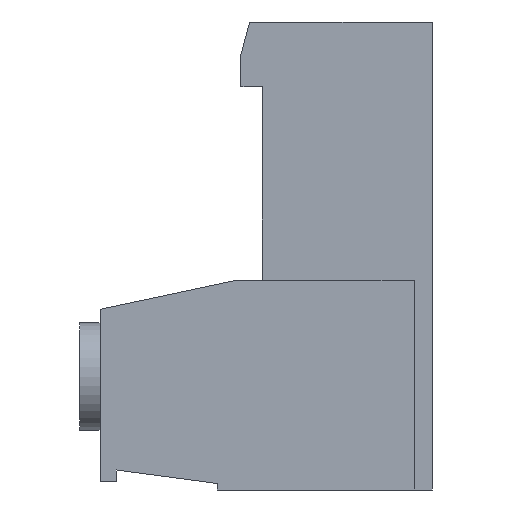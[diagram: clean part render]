
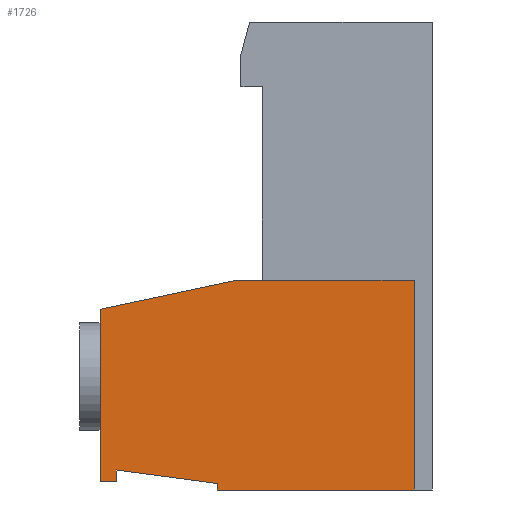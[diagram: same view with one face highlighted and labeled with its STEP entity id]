
A CAD part, left-side view. The second image highlights one B-rep face of the part: STEP entity #1726.
In plain terms, the highlighted planar face has unit normal (-1, 0, 0).
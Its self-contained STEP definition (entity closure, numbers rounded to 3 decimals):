
#66 = LINE ( 'NONE', #144, #4600 ) ;
#144 = CARTESIAN_POINT ( 'NONE',  ( 0., 7.9, -12. ) ) ;
#199 = DIRECTION ( 'NONE',  ( 0., 0., -1. ) ) ;
#526 = ORIENTED_EDGE ( 'NONE', *, *, #10066, .F. ) ;
#637 = ORIENTED_EDGE ( 'NONE', *, *, #8259, .F. ) ;
#777 = LINE ( 'NONE', #7243, #7702 ) ;
#1066 = DIRECTION ( 'NONE',  ( 0., -1., 0. ) ) ;
#1474 = CARTESIAN_POINT ( 'NONE',  ( 0., 0.85, -21.75 ) ) ;
#1519 = CARTESIAN_POINT ( 'NONE',  ( 0., 15.45, -21.35 ) ) ;
#1726 = ADVANCED_FACE ( 'NONE', ( #10399 ), #6713, .F. ) ;
#1780 = EDGE_CURVE ( 'NONE', #3568, #5774, #7713, .T. ) ;
#1983 = CARTESIAN_POINT ( 'NONE',  ( 0., 14.7, -20.82 ) ) ;
#2373 = VECTOR ( 'NONE', #9231, 1000. ) ;
#2403 = ORIENTED_EDGE ( 'NONE', *, *, #5732, .F. ) ;
#2865 = DIRECTION ( 'NONE',  ( 0., 0., 1. ) ) ;
#3012 = CARTESIAN_POINT ( 'NONE',  ( 0., 14.7, -21.35 ) ) ;
#3102 = DIRECTION ( 'NONE',  ( 0., 0., -1. ) ) ;
#3293 = EDGE_CURVE ( 'NONE', #3513, #3568, #5549, .T. ) ;
#3312 = CARTESIAN_POINT ( 'NONE',  ( 0., 9.124, -12. ) ) ;
#3513 = VERTEX_POINT ( 'NONE', #5977 ) ;
#3568 = VERTEX_POINT ( 'NONE', #3312 ) ;
#4026 = ORIENTED_EDGE ( 'NONE', *, *, #3293, .F. ) ;
#4055 = LINE ( 'NONE', #1983, #6161 ) ;
#4059 = AXIS2_PLACEMENT_3D ( 'NONE', #6634, #4856, #3102 ) ;
#4312 = VERTEX_POINT ( 'NONE', #1519 ) ;
#4600 = VECTOR ( 'NONE', #1066, 1000. ) ;
#4716 = VERTEX_POINT ( 'NONE', #1474 ) ;
#4843 = ORIENTED_EDGE ( 'NONE', *, *, #1780, .F. ) ;
#4856 = DIRECTION ( 'NONE',  ( 1., 0., 0. ) ) ;
#4865 = VERTEX_POINT ( 'NONE', #7025 ) ;
#4972 = CARTESIAN_POINT ( 'NONE',  ( 0., 7.9, -12. ) ) ;
#5015 = CARTESIAN_POINT ( 'NONE',  ( 0., 10., -21.75 ) ) ;
#5175 = EDGE_CURVE ( 'NONE', #4865, #4312, #8993, .T. ) ;
#5178 = VECTOR ( 'NONE', #11234, 1000. ) ;
#5273 = DIRECTION ( 'NONE',  ( 0., 0., -1. ) ) ;
#5319 = ORIENTED_EDGE ( 'NONE', *, *, #9534, .F. ) ;
#5447 = DIRECTION ( 'NONE',  ( 0., -0.978, 0.209 ) ) ;
#5549 = LINE ( 'NONE', #9936, #8218 ) ;
#5732 = EDGE_CURVE ( 'NONE', #4716, #10432, #9965, .T. ) ;
#5774 = VERTEX_POINT ( 'NONE', #4972 ) ;
#5977 = CARTESIAN_POINT ( 'NONE',  ( 0., 15.45, -13.35 ) ) ;
#6141 = VERTEX_POINT ( 'NONE', #10172 ) ;
#6161 = VECTOR ( 'NONE', #199, 1000. ) ;
#6177 = VERTEX_POINT ( 'NONE', #8391 ) ;
#6476 = EDGE_CURVE ( 'NONE', #6141, #4716, #9246, .T. ) ;
#6533 = ORIENTED_EDGE ( 'NONE', *, *, #8186, .F. ) ;
#6609 = VECTOR ( 'NONE', #6633, 1000. ) ;
#6633 = DIRECTION ( 'NONE',  ( 0., 1., 0. ) ) ;
#6634 = CARTESIAN_POINT ( 'NONE',  ( 0., 0., 0. ) ) ;
#6681 = EDGE_CURVE ( 'NONE', #5774, #6141, #66, .T. ) ;
#6713 = PLANE ( 'NONE',  #4059 ) ;
#6746 = CARTESIAN_POINT ( 'NONE',  ( 0., 0., -21.75 ) ) ;
#6867 = VECTOR ( 'NONE', #5273, 1000. ) ;
#7025 = CARTESIAN_POINT ( 'NONE',  ( 0., 14.7, -21.35 ) ) ;
#7243 = CARTESIAN_POINT ( 'NONE',  ( 0., 15.45, -21.35 ) ) ;
#7440 = LINE ( 'NONE', #8209, #9553 ) ;
#7616 = CARTESIAN_POINT ( 'NONE',  ( 0., 9.124, -12. ) ) ;
#7702 = VECTOR ( 'NONE', #8147, 1000. ) ;
#7713 = LINE ( 'NONE', #7616, #9799 ) ;
#8147 = DIRECTION ( 'NONE',  ( 0., 0., 1. ) ) ;
#8186 = EDGE_CURVE ( 'NONE', #10432, #10131, #7440, .T. ) ;
#8209 = CARTESIAN_POINT ( 'NONE',  ( 0., 10., -21.75 ) ) ;
#8218 = VECTOR ( 'NONE', #5447, 1000. ) ;
#8259 = EDGE_CURVE ( 'NONE', #10131, #6177, #8978, .T. ) ;
#8324 = CARTESIAN_POINT ( 'NONE',  ( 0., 10., -21.45 ) ) ;
#8391 = CARTESIAN_POINT ( 'NONE',  ( 0., 14.7, -20.82 ) ) ;
#8472 = DIRECTION ( 'NONE',  ( 0., -1., 0. ) ) ;
#8978 = LINE ( 'NONE', #8324, #2373 ) ;
#8993 = LINE ( 'NONE', #3012, #6609 ) ;
#9131 = CARTESIAN_POINT ( 'NONE',  ( 0., 10., -21.45 ) ) ;
#9231 = DIRECTION ( 'NONE',  ( 0., 0.991, 0.133 ) ) ;
#9246 = LINE ( 'NONE', #9747, #6867 ) ;
#9534 = EDGE_CURVE ( 'NONE', #6177, #4865, #4055, .T. ) ;
#9553 = VECTOR ( 'NONE', #2865, 1000. ) ;
#9747 = CARTESIAN_POINT ( 'NONE',  ( 0., 0.85, -12. ) ) ;
#9799 = VECTOR ( 'NONE', #8472, 1000. ) ;
#9827 = ORIENTED_EDGE ( 'NONE', *, *, #5175, .F. ) ;
#9936 = CARTESIAN_POINT ( 'NONE',  ( 0., 15.45, -13.35 ) ) ;
#9965 = LINE ( 'NONE', #6746, #5178 ) ;
#10066 = EDGE_CURVE ( 'NONE', #4312, #3513, #777, .T. ) ;
#10131 = VERTEX_POINT ( 'NONE', #9131 ) ;
#10172 = CARTESIAN_POINT ( 'NONE',  ( 0., 0.85, -12. ) ) ;
#10215 = ORIENTED_EDGE ( 'NONE', *, *, #6681, .F. ) ;
#10334 = ORIENTED_EDGE ( 'NONE', *, *, #6476, .F. ) ;
#10399 = FACE_OUTER_BOUND ( 'NONE', #10500, .T. ) ;
#10432 = VERTEX_POINT ( 'NONE', #5015 ) ;
#10500 = EDGE_LOOP ( 'NONE', ( #10334, #10215, #4843, #4026, #526, #9827, #5319, #637, #6533, #2403 ) ) ;
#11234 = DIRECTION ( 'NONE',  ( 0., 1., 0. ) ) ;
